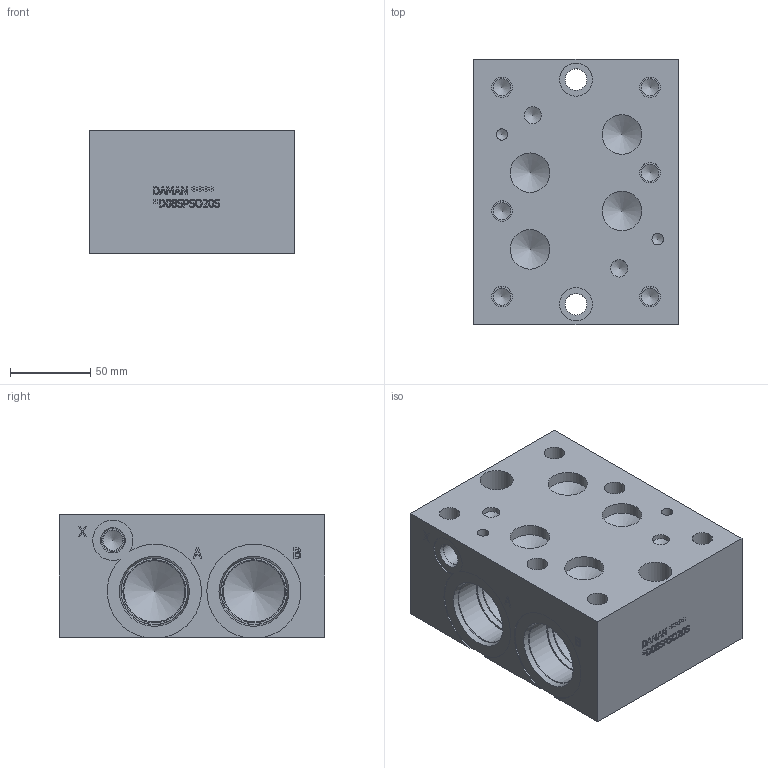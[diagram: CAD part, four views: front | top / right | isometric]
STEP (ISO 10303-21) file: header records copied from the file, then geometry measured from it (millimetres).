
FILE_DESCRIPTION(/* description */ (''),/* implementation_level */ '2;1');
FILE_NAME(/* name */ '_D08SPSO20S.stp',/* time_stamp */ '2022-05-26T09:34:18-04:00',/* author */ ('bobbyh'),/* organization */ (''),/* preprocessor_version */ 'ST-DEVELOPER v18',/* originating_system */ 'Autodesk Inventor 2020',/* authorisation */ '');
FILE_SCHEMA (('AUTOMOTIVE_DESIGN { 1 0 10303 214 3 1 1 }'));
Length unit declared in the file: millimetre
Products named in the file (1): Part_AD08SPSO20S_3D
Bounding box: 127 x 165.1 x 76.2 mm (x, y, z)
Volume: 1317212.9 mm3; surface area: 124373.9 mm2
Topology: 1 solids, 1 shells, 553 faces, 1521 edges, 1024 vertices
Faces by surface type: plane 297, bspline 162, cylinder 56, cone 38
Full cylindrical faces by diameter (mm): 7.137 x2, 10.719 x8, 12.294 x2, 12.7 x6, 12.9 x2, 13.487 x2, 14.275 x2, 14.529 x2, 20.625 x2, 24.613 x4, 38.1 x4, 39.218 x4, 41.28 x4, 41.758 x4
Entity records: 18778 total; most frequent: CARTESIAN_POINT 5185, ORIENTED_EDGE 3002, DIRECTION 2159, EDGE_CURVE 1501, VERTEX_POINT 1024, LINE 979, VECTOR 979, EDGE_LOOP 631
